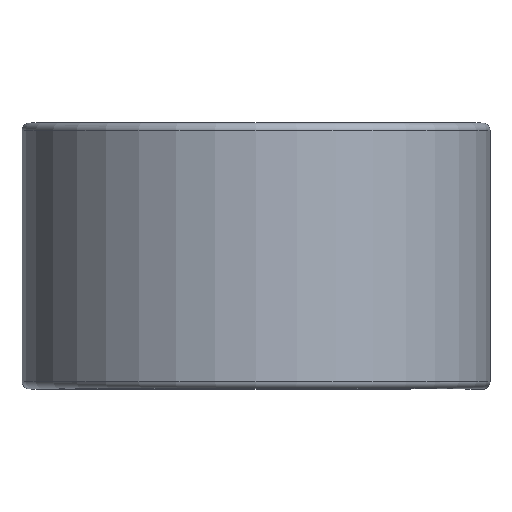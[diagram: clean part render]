
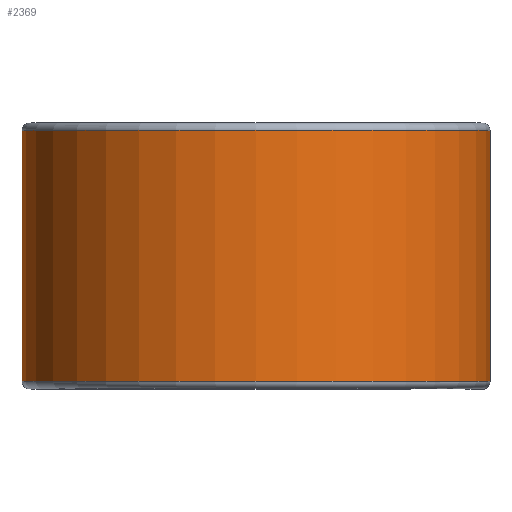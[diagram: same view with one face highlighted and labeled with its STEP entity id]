
A CAD part, top view. The second image highlights one B-rep face of the part: STEP entity #2369.
In plain terms, the highlighted cylindrical face has radius 23.749 mm (diameter 47.498 mm), a partial arc.
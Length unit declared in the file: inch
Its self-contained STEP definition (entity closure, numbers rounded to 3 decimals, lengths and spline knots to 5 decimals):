
#12 = DIRECTION ( 'NONE',  ( 0., -1., 0. ) ) ;
#28 = DIRECTION ( 'NONE',  ( 0., -1., 0. ) ) ;
#74 = CARTESIAN_POINT ( 'NONE',  ( 0.935, 0.50125, 0. ) ) ;
#142 = VERTEX_POINT ( 'NONE', #328 ) ;
#146 = DIRECTION ( 'NONE',  ( 0., 1., 0. ) ) ;
#186 = EDGE_CURVE ( 'NONE', #142, #302, #1441, .T. ) ;
#200 = AXIS2_PLACEMENT_3D ( 'NONE', #1094, #912, #886 ) ;
#203 = ORIENTED_EDGE ( 'NONE', *, *, #2179, .F. ) ;
#209 = EDGE_LOOP ( 'NONE', ( #253, #2241, #203, #2188 ) ) ;
#253 = ORIENTED_EDGE ( 'NONE', *, *, #1819, .T. ) ;
#302 = VERTEX_POINT ( 'NONE', #1212 ) ;
#328 = CARTESIAN_POINT ( 'NONE',  ( 0.935, -0.50125, 0. ) ) ;
#360 = VERTEX_POINT ( 'NONE', #1378 ) ;
#373 = CARTESIAN_POINT ( 'NONE',  ( 0.935, 0.50125, 0. ) ) ;
#436 = CIRCLE ( 'NONE', #2246, 0.935 ) ;
#886 = DIRECTION ( 'NONE',  ( 0., 0., -1. ) ) ;
#912 = DIRECTION ( 'NONE',  ( 0., -1., 0. ) ) ;
#1004 = LINE ( 'NONE', #74, #1293 ) ;
#1091 = CARTESIAN_POINT ( 'NONE',  ( 0., 0.5, 0. ) ) ;
#1094 = CARTESIAN_POINT ( 'NONE',  ( 0., -0.50125, 0. ) ) ;
#1099 = CARTESIAN_POINT ( 'NONE',  ( 0., 0.50125, 0. ) ) ;
#1137 = AXIS2_PLACEMENT_3D ( 'NONE', #1091, #12, #2041 ) ;
#1212 = CARTESIAN_POINT ( 'NONE',  ( 0., -0.50125, -0.935 ) ) ;
#1217 = CARTESIAN_POINT ( 'NONE',  ( 0., 0.50125, -0.935 ) ) ;
#1279 = CYLINDRICAL_SURFACE ( 'NONE', #1137, 0.935 ) ;
#1286 = DIRECTION ( 'NONE',  ( 0., 0., -1. ) ) ;
#1293 = VECTOR ( 'NONE', #2251, 39.37008 ) ;
#1378 = CARTESIAN_POINT ( 'NONE',  ( 0., 0.50125, -0.935 ) ) ;
#1441 = CIRCLE ( 'NONE', #200, 0.935 ) ;
#1660 = LINE ( 'NONE', #1217, #1672 ) ;
#1672 = VECTOR ( 'NONE', #146, 39.37008 ) ;
#1690 = EDGE_CURVE ( 'NONE', #1733, #360, #436, .T. ) ;
#1733 = VERTEX_POINT ( 'NONE', #373 ) ;
#1819 = EDGE_CURVE ( 'NONE', #142, #1733, #1004, .T. ) ;
#1864 = FACE_OUTER_BOUND ( 'NONE', #209, .T. ) ;
#2041 = DIRECTION ( 'NONE',  ( 0., 0., -1. ) ) ;
#2179 = EDGE_CURVE ( 'NONE', #302, #360, #1660, .T. ) ;
#2188 = ORIENTED_EDGE ( 'NONE', *, *, #186, .F. ) ;
#2241 = ORIENTED_EDGE ( 'NONE', *, *, #1690, .T. ) ;
#2246 = AXIS2_PLACEMENT_3D ( 'NONE', #1099, #28, #1286 ) ;
#2251 = DIRECTION ( 'NONE',  ( 0., 1., 0. ) ) ;
#2369 = ADVANCED_FACE ( 'NONE', ( #1864 ), #1279, .T. ) ;
